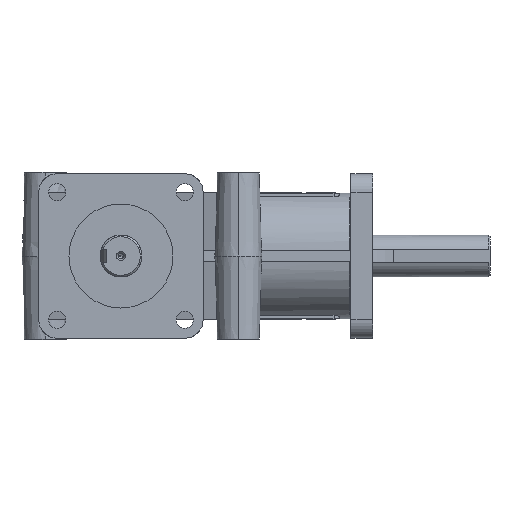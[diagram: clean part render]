
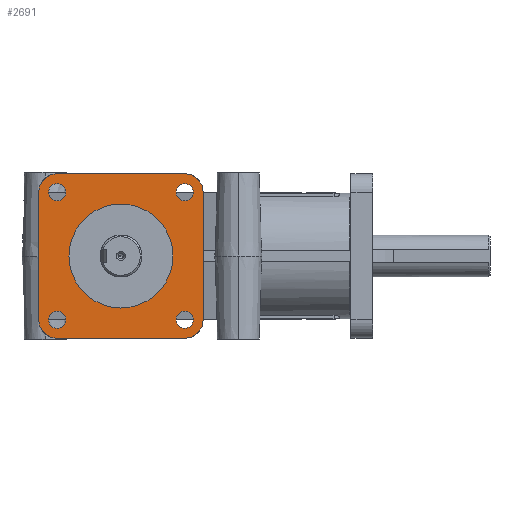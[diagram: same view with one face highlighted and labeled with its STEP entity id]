
A CAD part, left-side view. The second image highlights one B-rep face of the part: STEP entity #2691.
In plain terms, the highlighted planar face has unit normal (-1, 0, 0).
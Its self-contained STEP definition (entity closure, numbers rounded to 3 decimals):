
#2691=ADVANCED_FACE('',(#5615,#5616,#5617,#5618,#5619,#5620),#5621,.T.);
#5615=FACE_OUTER_BOUND('',#9032,.T.);
#5616=FACE_BOUND('',#9033,.T.);
#5617=FACE_BOUND('',#9034,.T.);
#5618=FACE_BOUND('',#9035,.T.);
#5619=FACE_BOUND('',#9036,.T.);
#5620=FACE_BOUND('',#9037,.T.);
#5621=PLANE('',#9038);
#9032=EDGE_LOOP('',(#22588,#22589,#22590,#22591,#22592,#22593,#22594,#22595));
#9033=EDGE_LOOP('',(#22596,#22597,#22598));
#9034=EDGE_LOOP('',(#22599,#22600,#22601));
#9035=EDGE_LOOP('',(#22602,#22603,#22604));
#9036=EDGE_LOOP('',(#22605,#22606,#22607));
#9037=EDGE_LOOP('',(#22608,#22609,#22610));
#9038=AXIS2_PLACEMENT_3D('',#22611,#22612,#22613);
#22588=ORIENTED_EDGE('',*,*,#24944,.T.);
#22589=ORIENTED_EDGE('',*,*,#27997,.T.);
#22590=ORIENTED_EDGE('',*,*,#25862,.T.);
#22591=ORIENTED_EDGE('',*,*,#25702,.T.);
#22592=ORIENTED_EDGE('',*,*,#28374,.T.);
#22593=ORIENTED_EDGE('',*,*,#25202,.T.);
#22594=ORIENTED_EDGE('',*,*,#25665,.T.);
#22595=ORIENTED_EDGE('',*,*,#25783,.T.);
#22596=ORIENTED_EDGE('',*,*,#25968,.F.);
#22597=ORIENTED_EDGE('',*,*,#25967,.F.);
#22598=ORIENTED_EDGE('',*,*,#28130,.F.);
#22599=ORIENTED_EDGE('',*,*,#27990,.F.);
#22600=ORIENTED_EDGE('',*,*,#27989,.F.);
#22601=ORIENTED_EDGE('',*,*,#27705,.F.);
#22602=ORIENTED_EDGE('',*,*,#25586,.F.);
#22603=ORIENTED_EDGE('',*,*,#25585,.F.);
#22604=ORIENTED_EDGE('',*,*,#27700,.F.);
#22605=ORIENTED_EDGE('',*,*,#25038,.F.);
#22606=ORIENTED_EDGE('',*,*,#25037,.F.);
#22607=ORIENTED_EDGE('',*,*,#24969,.F.);
#22608=ORIENTED_EDGE('',*,*,#28396,.T.);
#22609=ORIENTED_EDGE('',*,*,#27465,.T.);
#22610=ORIENTED_EDGE('',*,*,#28397,.T.);
#22611=CARTESIAN_POINT('',(-80.0,0.0,0.));
#22612=DIRECTION('',(-1.0,0.,0.0));
#22613=DIRECTION('',(0.0,0.0,1.0));
#24944=EDGE_CURVE('',#28765,#28766,#28767,.T.);
#24969=EDGE_CURVE('',#28810,#28806,#28812,.T.);
#25037=EDGE_CURVE('',#28806,#28934,#28935,.T.);
#25038=EDGE_CURVE('',#28934,#28810,#28936,.T.);
#25202=EDGE_CURVE('',#29216,#29220,#29222,.T.);
#25585=EDGE_CURVE('',#29919,#29921,#29922,.T.);
#25586=EDGE_CURVE('',#29921,#29923,#29924,.T.);
#25665=EDGE_CURVE('',#29220,#30060,#30061,.T.);
#25702=EDGE_CURVE('',#30125,#30126,#30127,.T.);
#25783=EDGE_CURVE('',#30060,#28765,#30260,.T.);
#25862=EDGE_CURVE('',#30397,#30125,#30398,.T.);
#25967=EDGE_CURVE('',#30567,#30569,#30570,.T.);
#25968=EDGE_CURVE('',#30569,#30571,#30572,.T.);
#27465=EDGE_CURVE('',#32846,#32850,#32852,.T.);
#27700=EDGE_CURVE('',#29923,#29919,#33163,.T.);
#27705=EDGE_CURVE('',#33170,#33166,#33172,.T.);
#27989=EDGE_CURVE('',#33166,#33528,#33529,.T.);
#27990=EDGE_CURVE('',#33528,#33170,#33530,.T.);
#27997=EDGE_CURVE('',#28766,#30397,#33538,.T.);
#28130=EDGE_CURVE('',#30571,#30567,#33683,.T.);
#28374=EDGE_CURVE('',#30126,#29216,#33962,.T.);
#28396=EDGE_CURVE('',#33985,#32846,#33986,.T.);
#28397=EDGE_CURVE('',#32850,#33985,#33987,.T.);
#28765=VERTEX_POINT('',#34618);
#28766=VERTEX_POINT('',#34619);
#28767=CIRCLE('',#34620,11.0);
#28806=VERTEX_POINT('',#34746);
#28810=VERTEX_POINT('',#34751);
#28812=CIRCLE('',#34754,5.15);
#28934=VERTEX_POINT('',#34979);
#28935=CIRCLE('',#34980,5.15);
#28936=CIRCLE('',#34981,5.15);
#29216=VERTEX_POINT('',#35990);
#29220=VERTEX_POINT('',#35996);
#29222=LINE('',#35999,#36000);
#29919=VERTEX_POINT('',#39414);
#29921=VERTEX_POINT('',#39417);
#29922=CIRCLE('',#39418,5.15);
#29923=VERTEX_POINT('',#39419);
#29924=CIRCLE('',#39420,5.15);
#30060=VERTEX_POINT('',#39725);
#30061=CIRCLE('',#39726,11.0);
#30125=VERTEX_POINT('',#39806);
#30126=VERTEX_POINT('',#39807);
#30127=LINE('',#39808,#39809);
#30260=LINE('',#40277,#40278);
#30397=VERTEX_POINT('',#40701);
#30398=CIRCLE('',#40702,11.0);
#30567=VERTEX_POINT('',#41272);
#30569=VERTEX_POINT('',#41275);
#30570=CIRCLE('',#41276,5.15);
#30571=VERTEX_POINT('',#41277);
#30572=CIRCLE('',#41278,5.15);
#32846=VERTEX_POINT('',#50314);
#32850=VERTEX_POINT('',#50319);
#32852=CIRCLE('',#50322,31.0);
#33163=CIRCLE('',#51435,5.15);
#33166=VERTEX_POINT('',#51438);
#33170=VERTEX_POINT('',#51443);
#33172=CIRCLE('',#51446,5.15);
#33528=VERTEX_POINT('',#52910);
#33529=CIRCLE('',#52911,5.15);
#33530=CIRCLE('',#52912,5.15);
#33538=LINE('',#52922,#52923);
#33683=CIRCLE('',#53468,5.15);
#33962=CIRCLE('',#54999,11.0);
#33985=VERTEX_POINT('',#55066);
#33986=CIRCLE('',#55067,31.0);
#33987=CIRCLE('',#55068,31.0);
#34618=CARTESIAN_POINT('',(-80.0,49.0,-38.0));
#34619=CARTESIAN_POINT('',(-80.0,38.0,-49.0));
#34620=AXIS2_PLACEMENT_3D('',#55655,#55656,#55657);
#34746=CARTESIAN_POINT('',(-80.0,32.85,-38.0));
#34751=CARTESIAN_POINT('',(-80.0,43.15,-38.0));
#34754=AXIS2_PLACEMENT_3D('',#55680,#55681,#55682);
#34979=CARTESIAN_POINT('',(-80.0,38.0,-32.85));
#34980=AXIS2_PLACEMENT_3D('',#55773,#55774,#55775);
#34981=AXIS2_PLACEMENT_3D('',#55776,#55777,#55778);
#35990=CARTESIAN_POINT('',(-80.0,-38.0,49.0));
#35996=CARTESIAN_POINT('',(-80.0,38.0,49.0));
#35999=CARTESIAN_POINT('',(-80.0,-38.0,49.0));
#36000=VECTOR('',#55885,1000.0);
#39414=CARTESIAN_POINT('',(-80.0,-43.15,-38.0));
#39417=CARTESIAN_POINT('',(-80.0,-38.0,-32.85));
#39418=AXIS2_PLACEMENT_3D('',#56127,#56128,#56129);
#39419=CARTESIAN_POINT('',(-80.0,-32.85,-38.0));
#39420=AXIS2_PLACEMENT_3D('',#56130,#56131,#56132);
#39725=CARTESIAN_POINT('',(-80.0,49.0,38.0));
#39726=AXIS2_PLACEMENT_3D('',#56223,#56224,#56225);
#39806=CARTESIAN_POINT('',(-80.0,-49.0,-38.0));
#39807=CARTESIAN_POINT('',(-80.0,-49.0,38.0));
#39808=CARTESIAN_POINT('',(-80.0,-49.0,-38.0));
#39809=VECTOR('',#56281,1000.0);
#40277=CARTESIAN_POINT('',(-80.0,49.0,38.0));
#40278=VECTOR('',#56333,1000.0);
#40701=CARTESIAN_POINT('',(-80.0,-38.0,-49.0));
#40702=AXIS2_PLACEMENT_3D('',#56429,#56430,#56431);
#41272=CARTESIAN_POINT('',(-80.0,32.85,38.0));
#41275=CARTESIAN_POINT('',(-80.0,38.0,43.15));
#41276=AXIS2_PLACEMENT_3D('',#56504,#56505,#56506);
#41277=CARTESIAN_POINT('',(-80.0,43.15,38.0));
#41278=AXIS2_PLACEMENT_3D('',#56507,#56508,#56509);
#50314=CARTESIAN_POINT('',(-80.0,-31.0,0.));
#50319=CARTESIAN_POINT('',(-80.0,31.0,0.));
#50322=AXIS2_PLACEMENT_3D('',#57553,#57554,#57555);
#51435=AXIS2_PLACEMENT_3D('',#57752,#57753,#57754);
#51438=CARTESIAN_POINT('',(-80.0,-43.15,38.0));
#51443=CARTESIAN_POINT('',(-80.0,-32.85,38.0));
#51446=AXIS2_PLACEMENT_3D('',#57760,#57761,#57762);
#52910=CARTESIAN_POINT('',(-80.0,-38.0,43.15));
#52911=AXIS2_PLACEMENT_3D('',#57878,#57879,#57880);
#52912=AXIS2_PLACEMENT_3D('',#57881,#57882,#57883);
#52922=CARTESIAN_POINT('',(-80.0,38.0,-49.0));
#52923=VECTOR('',#57892,1000.0);
#53468=AXIS2_PLACEMENT_3D('',#57958,#57959,#57960);
#54999=AXIS2_PLACEMENT_3D('',#58086,#58087,#58088);
#55066=CARTESIAN_POINT('',(-80.0,0.,31.0));
#55067=AXIS2_PLACEMENT_3D('',#58099,#58100,#58101);
#55068=AXIS2_PLACEMENT_3D('',#58102,#58103,#58104);
#55655=CARTESIAN_POINT('',(-80.0,38.0,-38.0));
#55656=DIRECTION('',(-1.0,0.0,0.0));
#55657=DIRECTION('',(0.0,-1.0,0.0));
#55680=CARTESIAN_POINT('',(-80.0,38.0,-38.0));
#55681=DIRECTION('',(-1.0,0.,0.0));
#55682=DIRECTION('',(0.0,0.0,1.0));
#55773=CARTESIAN_POINT('',(-80.0,38.0,-38.0));
#55774=DIRECTION('',(-1.0,0.,0.0));
#55775=DIRECTION('',(0.0,0.0,1.0));
#55776=CARTESIAN_POINT('',(-80.0,38.0,-38.0));
#55777=DIRECTION('',(-1.0,0.,0.0));
#55778=DIRECTION('',(0.0,0.0,1.0));
#55885=DIRECTION('',(0.0,1.0,0.0));
#56127=CARTESIAN_POINT('',(-80.0,-38.0,-38.0));
#56128=DIRECTION('',(-1.0,0.,0.0));
#56129=DIRECTION('',(0.0,0.0,1.0));
#56130=CARTESIAN_POINT('',(-80.0,-38.0,-38.0));
#56131=DIRECTION('',(-1.0,0.,0.0));
#56132=DIRECTION('',(0.0,0.0,1.0));
#56223=CARTESIAN_POINT('',(-80.0,38.0,38.0));
#56224=DIRECTION('',(-1.0,0.0,0.0));
#56225=DIRECTION('',(0.0,-1.0,0.0));
#56281=DIRECTION('',(0.0,0.,1.0));
#56333=DIRECTION('',(0.0,0.,-1.0));
#56429=CARTESIAN_POINT('',(-80.0,-38.0,-38.0));
#56430=DIRECTION('',(-1.0,0.0,0.0));
#56431=DIRECTION('',(0.0,1.0,0.0));
#56504=CARTESIAN_POINT('',(-80.0,38.0,38.0));
#56505=DIRECTION('',(-1.0,0.,0.0));
#56506=DIRECTION('',(0.0,0.0,1.0));
#56507=CARTESIAN_POINT('',(-80.0,38.0,38.0));
#56508=DIRECTION('',(-1.0,0.,0.0));
#56509=DIRECTION('',(0.0,0.0,1.0));
#57553=CARTESIAN_POINT('',(-80.0,0.,0.));
#57554=DIRECTION('',(1.0,0.,0.0));
#57555=DIRECTION('',(0.0,0.0,1.0));
#57752=CARTESIAN_POINT('',(-80.0,-38.0,-38.0));
#57753=DIRECTION('',(-1.0,0.,0.0));
#57754=DIRECTION('',(0.0,0.0,1.0));
#57760=CARTESIAN_POINT('',(-80.0,-38.0,38.0));
#57761=DIRECTION('',(-1.0,0.,0.0));
#57762=DIRECTION('',(0.0,0.0,1.0));
#57878=CARTESIAN_POINT('',(-80.0,-38.0,38.0));
#57879=DIRECTION('',(-1.0,0.,0.0));
#57880=DIRECTION('',(0.0,0.0,1.0));
#57881=CARTESIAN_POINT('',(-80.0,-38.0,38.0));
#57882=DIRECTION('',(-1.0,0.,0.0));
#57883=DIRECTION('',(0.0,0.0,1.0));
#57892=DIRECTION('',(0.0,-1.0,0.));
#57958=CARTESIAN_POINT('',(-80.0,38.0,38.0));
#57959=DIRECTION('',(-1.0,0.,0.0));
#57960=DIRECTION('',(0.0,0.0,1.0));
#58086=CARTESIAN_POINT('',(-80.0,-38.0,38.0));
#58087=DIRECTION('',(-1.0,0.0,0.0));
#58088=DIRECTION('',(0.0,1.0,0.0));
#58099=CARTESIAN_POINT('',(-80.0,0.,0.));
#58100=DIRECTION('',(1.0,0.,0.0));
#58101=DIRECTION('',(0.0,0.0,1.0));
#58102=CARTESIAN_POINT('',(-80.0,0.,0.));
#58103=DIRECTION('',(1.0,0.,0.0));
#58104=DIRECTION('',(0.0,0.0,1.0));
